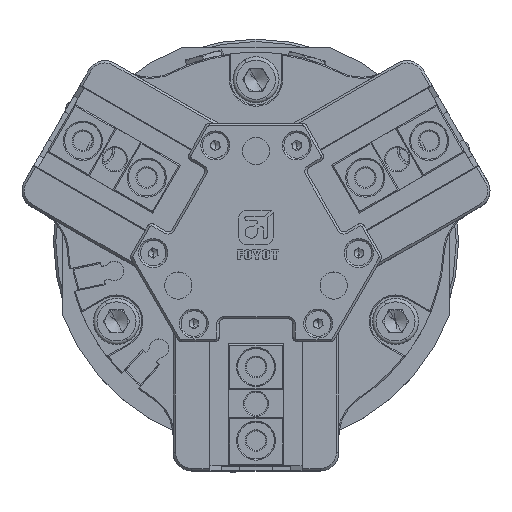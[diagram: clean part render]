
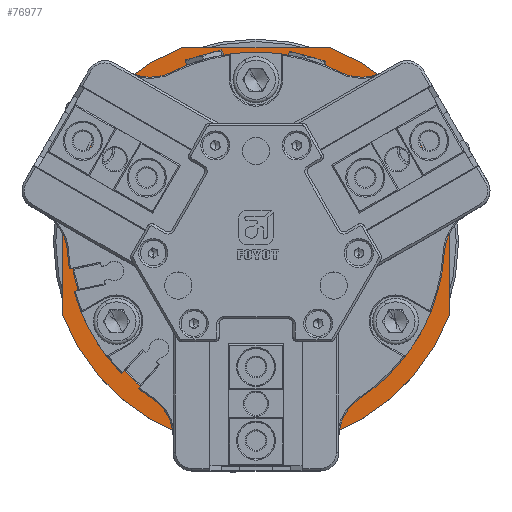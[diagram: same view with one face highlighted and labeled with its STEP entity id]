
A CAD part, top view. The second image highlights one B-rep face of the part: STEP entity #76977.
In plain terms, the highlighted planar face has unit normal (0, 0, 1).
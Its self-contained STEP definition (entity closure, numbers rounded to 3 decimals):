
#1054 = AXIS2_PLACEMENT_3D ( 'NONE', #35882, #87009, #43221 ) ;
#2760 = CARTESIAN_POINT ( 'NONE',  ( -42., -25.142, 78.1 ) ) ;
#4077 = AXIS2_PLACEMENT_3D ( 'NONE', #21140, #72172, #28458 ) ;
#6575 = VERTEX_POINT ( 'NONE', #82540 ) ;
#7841 = CIRCLE ( 'NONE', #15823, 40.25 ) ;
#8015 = ORIENTED_EDGE ( 'NONE', *, *, #33559, .F. ) ;
#9021 = ORIENTED_EDGE ( 'NONE', *, *, #56184, .T. ) ;
#11642 = EDGE_CURVE ( 'NONE', #88712, #35507, #33013, .T. ) ;
#12261 = CARTESIAN_POINT ( 'NONE',  ( 0., 0., 78.1 ) ) ;
#13671 = CARTESIAN_POINT ( 'NONE',  ( -42., 16.155, 78.1 ) ) ;
#14996 = EDGE_LOOP ( 'NONE', ( #28144, #66031 ) ) ;
#15823 = AXIS2_PLACEMENT_3D ( 'NONE', #79475, #35737, #86841 ) ;
#15836 = VERTEX_POINT ( 'NONE', #52972 ) ;
#17060 = LINE ( 'NONE', #58711, #92453 ) ;
#17254 = CARTESIAN_POINT ( 'NONE',  ( 42., -16.155, 78.1 ) ) ;
#19639 = DIRECTION ( 'NONE',  ( 1., 0., 0. ) ) ;
#20550 = DIRECTION ( 'NONE',  ( 0., 0., 1. ) ) ;
#20759 = CIRCLE ( 'NONE', #1054, 45. ) ;
#21140 = CARTESIAN_POINT ( 'NONE',  ( 0., 0., 78.1 ) ) ;
#21921 = CARTESIAN_POINT ( 'NONE',  ( -42., -16.155, 78.1 ) ) ;
#23177 = EDGE_CURVE ( 'NONE', #31023, #35742, #65155, .T. ) ;
#24145 = ORIENTED_EDGE ( 'NONE', *, *, #23177, .T. ) ;
#24873 = EDGE_LOOP ( 'NONE', ( #70790, #71768, #8015, #31273, #39014, #9021, #30640, #24145 ) ) ;
#25099 = EDGE_CURVE ( 'NONE', #41073, #6575, #77757, .T. ) ;
#25112 = CARTESIAN_POINT ( 'NONE',  ( -16.155, 42., 78.1 ) ) ;
#25962 = CARTESIAN_POINT ( 'NONE',  ( -16.155, -42., 78.1 ) ) ;
#26541 = EDGE_CURVE ( 'NONE', #6575, #41073, #7841, .T. ) ;
#27611 = CIRCLE ( 'NONE', #84422, 45. ) ;
#28144 = ORIENTED_EDGE ( 'NONE', *, *, #26541, .T. ) ;
#28267 = CARTESIAN_POINT ( 'NONE',  ( -40.25, 0., 78.1 ) ) ;
#28458 = DIRECTION ( 'NONE',  ( 1., 0., 0. ) ) ;
#29643 = CARTESIAN_POINT ( 'NONE',  ( 42., 25.142, 78.1 ) ) ;
#30640 = ORIENTED_EDGE ( 'NONE', *, *, #87089, .F. ) ;
#30741 = VECTOR ( 'NONE', #80709, 1000. ) ;
#31023 = VERTEX_POINT ( 'NONE', #25112 ) ;
#31273 = ORIENTED_EDGE ( 'NONE', *, *, #74238, .T. ) ;
#32280 = EDGE_CURVE ( 'NONE', #49897, #35742, #35537, .T. ) ;
#33013 = LINE ( 'NONE', #29643, #30741 ) ;
#33559 = EDGE_CURVE ( 'NONE', #15836, #73924, #17060, .T. ) ;
#33867 = CARTESIAN_POINT ( 'NONE',  ( 0., 0., 78.1 ) ) ;
#35507 = VERTEX_POINT ( 'NONE', #17254 ) ;
#35537 = LINE ( 'NONE', #2760, #52684 ) ;
#35737 = DIRECTION ( 'NONE',  ( 0., 0., -1. ) ) ;
#35742 = VERTEX_POINT ( 'NONE', #13671 ) ;
#35882 = CARTESIAN_POINT ( 'NONE',  ( 0., 0., 78.1 ) ) ;
#39014 = ORIENTED_EDGE ( 'NONE', *, *, #11642, .F. ) ;
#41073 = VERTEX_POINT ( 'NONE', #28267 ) ;
#41226 = DIRECTION ( 'NONE',  ( 1., 0., 0. ) ) ;
#41812 = CARTESIAN_POINT ( 'NONE',  ( 0., 0., 78.1 ) ) ;
#41964 = CARTESIAN_POINT ( 'NONE',  ( -25.142, 42., 78.1 ) ) ;
#43221 = DIRECTION ( 'NONE',  ( 1., 0., 0. ) ) ;
#49193 = DIRECTION ( 'NONE',  ( 1., 0., 0. ) ) ;
#49600 = PLANE ( 'NONE',  #53215 ) ;
#49897 = VERTEX_POINT ( 'NONE', #21921 ) ;
#50658 = AXIS2_PLACEMENT_3D ( 'NONE', #12261, #63303, #19639 ) ;
#52684 = VECTOR ( 'NONE', #53848, 1000. ) ;
#52972 = CARTESIAN_POINT ( 'NONE',  ( 16.155, -42., 78.1 ) ) ;
#53215 = AXIS2_PLACEMENT_3D ( 'NONE', #63598, #20550, #71563 ) ;
#53354 = CIRCLE ( 'NONE', #80627, 45. ) ;
#53848 = DIRECTION ( 'NONE',  ( 0., 1., 0. ) ) ;
#56184 = EDGE_CURVE ( 'NONE', #88712, #93516, #20759, .T. ) ;
#58687 = FACE_BOUND ( 'NONE', #14996, .T. ) ;
#58711 = CARTESIAN_POINT ( 'NONE',  ( 25.142, -42., 78.1 ) ) ;
#58997 = DIRECTION ( 'NONE',  ( -1., 0., 0. ) ) ;
#60933 = FACE_OUTER_BOUND ( 'NONE', #24873, .T. ) ;
#63303 = DIRECTION ( 'NONE',  ( 0., 0., -1. ) ) ;
#63598 = CARTESIAN_POINT ( 'NONE',  ( 0., 0., 78.1 ) ) ;
#65155 = CIRCLE ( 'NONE', #4077, 45. ) ;
#66031 = ORIENTED_EDGE ( 'NONE', *, *, #25099, .T. ) ;
#70790 = ORIENTED_EDGE ( 'NONE', *, *, #32280, .F. ) ;
#71563 = DIRECTION ( 'NONE',  ( 1., 0., 0. ) ) ;
#71768 = ORIENTED_EDGE ( 'NONE', *, *, #92642, .T. ) ;
#72172 = DIRECTION ( 'NONE',  ( 0., 0., 1. ) ) ;
#73924 = VERTEX_POINT ( 'NONE', #25962 ) ;
#74238 = EDGE_CURVE ( 'NONE', #15836, #35507, #53354, .T. ) ;
#74558 = CARTESIAN_POINT ( 'NONE',  ( 16.155, 42., 78.1 ) ) ;
#76977 = ADVANCED_FACE ( 'NONE', ( #60933, #58687 ), #49600, .T. ) ;
#77468 = VECTOR ( 'NONE', #93367, 1000. ) ;
#77757 = CIRCLE ( 'NONE', #50658, 40.25 ) ;
#79475 = CARTESIAN_POINT ( 'NONE',  ( 0., 0., 78.1 ) ) ;
#79751 = LINE ( 'NONE', #41964, #77468 ) ;
#80627 = AXIS2_PLACEMENT_3D ( 'NONE', #41812, #92920, #49193 ) ;
#80709 = DIRECTION ( 'NONE',  ( 0., -1., 0. ) ) ;
#82540 = CARTESIAN_POINT ( 'NONE',  ( 40.25, 0., 78.1 ) ) ;
#84422 = AXIS2_PLACEMENT_3D ( 'NONE', #33867, #84978, #41226 ) ;
#84463 = CARTESIAN_POINT ( 'NONE',  ( 42., 16.155, 78.1 ) ) ;
#84978 = DIRECTION ( 'NONE',  ( 0., 0., 1. ) ) ;
#86841 = DIRECTION ( 'NONE',  ( 1., 0., 0. ) ) ;
#87009 = DIRECTION ( 'NONE',  ( 0., 0., 1. ) ) ;
#87089 = EDGE_CURVE ( 'NONE', #31023, #93516, #79751, .T. ) ;
#88712 = VERTEX_POINT ( 'NONE', #84463 ) ;
#92453 = VECTOR ( 'NONE', #58997, 1000. ) ;
#92642 = EDGE_CURVE ( 'NONE', #49897, #73924, #27611, .T. ) ;
#92920 = DIRECTION ( 'NONE',  ( 0., 0., 1. ) ) ;
#93367 = DIRECTION ( 'NONE',  ( 1., 0., 0. ) ) ;
#93516 = VERTEX_POINT ( 'NONE', #74558 ) ;
